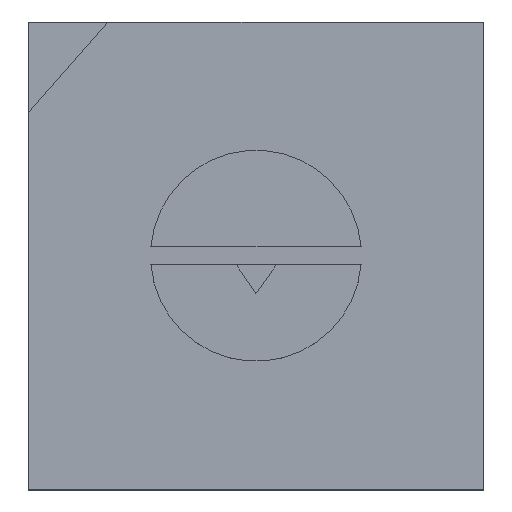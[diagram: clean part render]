
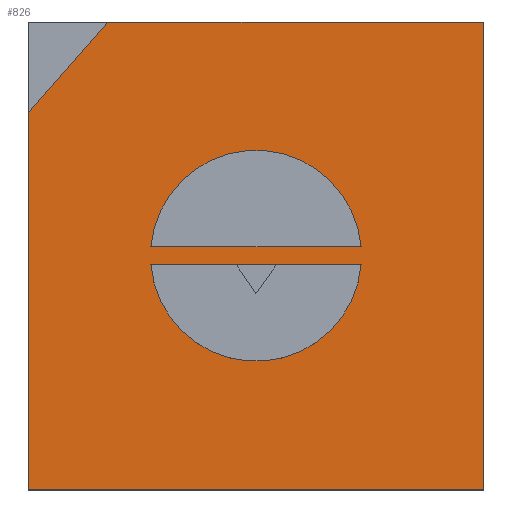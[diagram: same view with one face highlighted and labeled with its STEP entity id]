
A CAD part, top view. The second image highlights one B-rep face of the part: STEP entity #826.
In plain terms, the highlighted planar face has unit normal (0, 0, 1).
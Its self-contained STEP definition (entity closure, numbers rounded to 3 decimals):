
#27=FACE_BOUND('',#100,.T.);
#28=FACE_BOUND('',#101,.T.);
#29=CIRCLE('',#892,2.236);
#31=CIRCLE('',#898,2.236);
#46=FACE_OUTER_BOUND('',#99,.T.);
#99=EDGE_LOOP('',(#587,#588,#589,#590,#591));
#100=EDGE_LOOP('',(#592,#593));
#101=EDGE_LOOP('',(#594,#595));
#153=LINE('',#1196,#260);
#155=LINE('',#1202,#262);
#160=LINE('',#1216,#267);
#166=LINE('',#1228,#273);
#167=LINE('',#1230,#274);
#168=LINE('',#1232,#275);
#169=LINE('',#1233,#276);
#260=VECTOR('',#971,10.);
#262=VECTOR('',#977,10.);
#267=VECTOR('',#992,10.);
#273=VECTOR('',#1002,10.);
#274=VECTOR('',#1003,10.);
#275=VECTOR('',#1004,10.);
#276=VECTOR('',#1005,10.);
#363=VERTEX_POINT('',#1187);
#364=VERTEX_POINT('',#1188);
#367=VERTEX_POINT('',#1200);
#368=VERTEX_POINT('',#1201);
#371=VERTEX_POINT('',#1214);
#372=VERTEX_POINT('',#1215);
#376=VERTEX_POINT('',#1227);
#377=VERTEX_POINT('',#1229);
#378=VERTEX_POINT('',#1231);
#439=EDGE_CURVE('',#363,#364,#29,.T.);
#443=EDGE_CURVE('',#364,#363,#153,.T.);
#445=EDGE_CURVE('',#367,#368,#155,.T.);
#450=EDGE_CURVE('',#368,#367,#31,.T.);
#452=EDGE_CURVE('',#371,#372,#160,.T.);
#458=EDGE_CURVE('',#372,#376,#166,.T.);
#459=EDGE_CURVE('',#376,#377,#167,.T.);
#460=EDGE_CURVE('',#377,#378,#168,.T.);
#461=EDGE_CURVE('',#378,#371,#169,.T.);
#587=ORIENTED_EDGE('',*,*,#452,.T.);
#588=ORIENTED_EDGE('',*,*,#458,.T.);
#589=ORIENTED_EDGE('',*,*,#459,.T.);
#590=ORIENTED_EDGE('',*,*,#460,.T.);
#591=ORIENTED_EDGE('',*,*,#461,.T.);
#592=ORIENTED_EDGE('',*,*,#445,.T.);
#593=ORIENTED_EDGE('',*,*,#450,.T.);
#594=ORIENTED_EDGE('',*,*,#439,.T.);
#595=ORIENTED_EDGE('',*,*,#443,.T.);
#773=PLANE('',#903);
#826=ADVANCED_FACE('',(#46,#27,#28),#773,.T.);
#892=AXIS2_PLACEMENT_3D('',#1189,#963,#964);
#898=AXIS2_PLACEMENT_3D('',#1210,#984,#985);
#903=AXIS2_PLACEMENT_3D('',#1226,#1000,#1001);
#963=DIRECTION('center_axis',(0.,0.,-1.));
#964=DIRECTION('ref_axis',(-1.,0.,0.));
#971=DIRECTION('',(-1.,0.,0.));
#977=DIRECTION('',(1.,0.,0.));
#984=DIRECTION('center_axis',(0.,0.,-1.));
#985=DIRECTION('ref_axis',(-1.,0.,0.));
#992=DIRECTION('',(-0.66,-0.751,0.));
#1000=DIRECTION('center_axis',(0.,0.,1.));
#1001=DIRECTION('ref_axis',(1.,0.,0.));
#1002=DIRECTION('',(0.,-1.,0.));
#1003=DIRECTION('',(1.,0.,0.));
#1004=DIRECTION('',(0.,1.,0.));
#1005=DIRECTION('',(-1.,0.,0.));
#1187=CARTESIAN_POINT('',(-2.228,0.194,5.72));
#1188=CARTESIAN_POINT('',(2.228,0.194,5.72));
#1189=CARTESIAN_POINT('Origin',(0.,0.,5.72));
#1196=CARTESIAN_POINT('',(-1.114,0.194,5.72));
#1200=CARTESIAN_POINT('',(-2.228,-0.194,5.72));
#1201=CARTESIAN_POINT('',(2.228,-0.194,5.72));
#1202=CARTESIAN_POINT('',(-0.208,-0.194,5.72));
#1210=CARTESIAN_POINT('Origin',(0.,0.,5.72));
#1214=CARTESIAN_POINT('',(-3.144,4.955,5.72));
#1215=CARTESIAN_POINT('',(-4.825,3.042,5.72));
#1216=CARTESIAN_POINT('',(-3.688,4.336,5.72));
#1226=CARTESIAN_POINT('Origin',(0.,0.,5.72));
#1227=CARTESIAN_POINT('',(-4.825,-4.955,5.72));
#1228=CARTESIAN_POINT('',(-4.825,4.955,5.72));
#1229=CARTESIAN_POINT('',(4.825,-4.955,5.72));
#1230=CARTESIAN_POINT('',(-4.825,-4.955,5.72));
#1231=CARTESIAN_POINT('',(4.825,4.955,5.72));
#1232=CARTESIAN_POINT('',(4.825,-4.955,5.72));
#1233=CARTESIAN_POINT('',(4.825,4.955,5.72));
